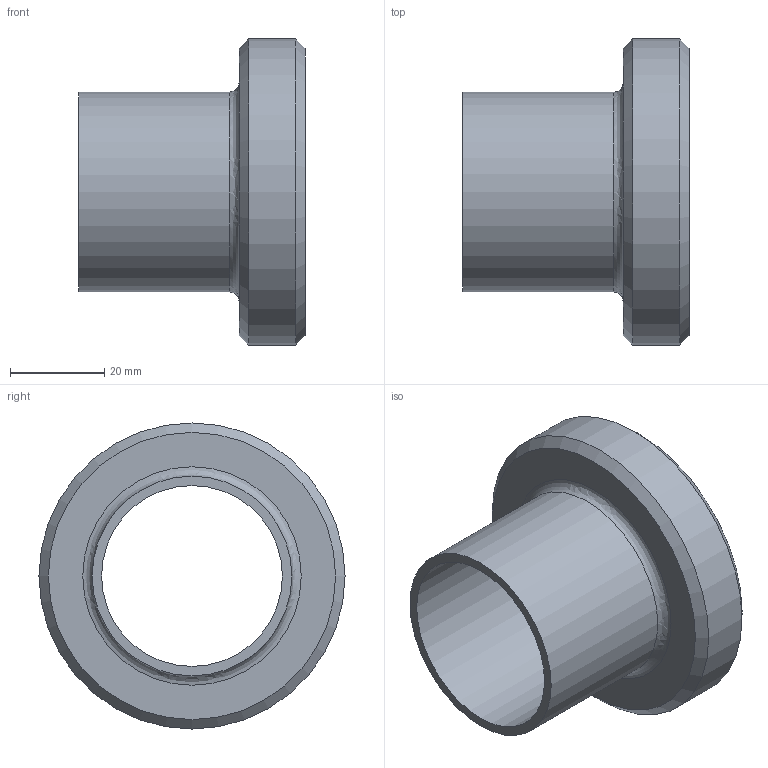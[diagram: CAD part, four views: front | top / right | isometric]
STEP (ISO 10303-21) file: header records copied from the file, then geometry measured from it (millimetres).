
FILE_DESCRIPTION((''),'2;1');
FILE_NAME('10108032X000.stp','2010-09-01T12:30:57',('thilbrands'),(''),'Autodesk Inventor 2008','Autodesk Inventor 2008','');
FILE_SCHEMA(('AUTOMOTIVE_DESIGN { 1 0 10303 214 1 1 1 1 }'));
Length unit declared in the file: millimetre
Products named in the file (1): 10108025X000
Bounding box: 48 x 65 x 65 mm (x, y, z)
Volume: 29711.1 mm3; surface area: 17277.6 mm2
Topology: 1 solids, 1 shells, 18 faces, 31 edges, 18 vertices
Faces by surface type: plane 5, cylinder 4, cone 3, bspline 3, torus 3
Full cylindrical faces by diameter (mm): 38.4 x1, 42.4 x1, 55 x1, 65 x1
Entity records: 514 total; most frequent: CARTESIAN_POINT 187, DIRECTION 68, ORIENTED_EDGE 36, EDGE_LOOP 36, AXIS2_PLACEMENT_3D 34, VERTEX_POINT 18, CIRCLE 18, EDGE_CURVE 18
